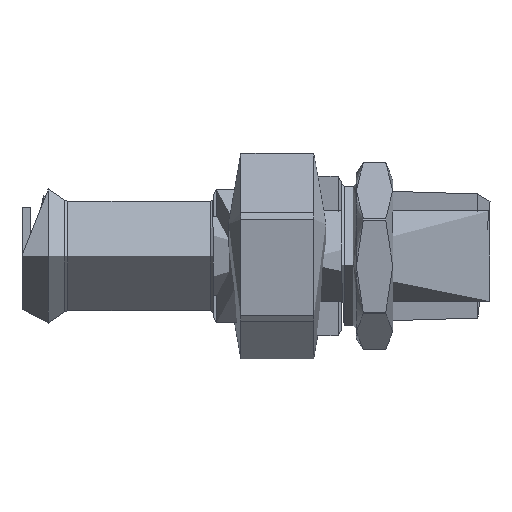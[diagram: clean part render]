
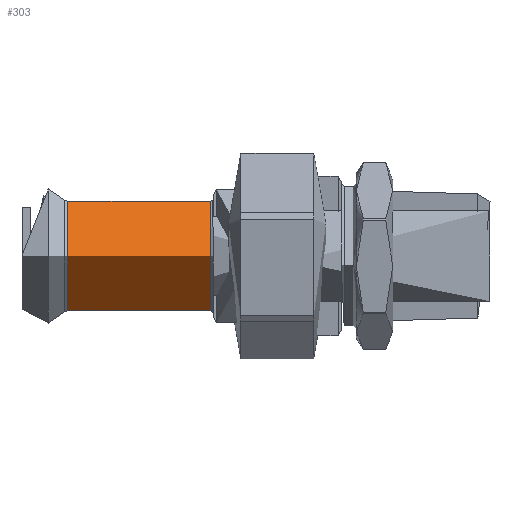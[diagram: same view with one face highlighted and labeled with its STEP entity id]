
A CAD part, top view. The second image highlights one B-rep face of the part: STEP entity #303.
In plain terms, the highlighted free-form (B-spline) face has degree [1, 2] with [2, 9] control points.
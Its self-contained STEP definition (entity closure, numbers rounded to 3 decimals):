
#202 = VERTEX_POINT('',#203);
#203 = CARTESIAN_POINT('',(-10.,0.,9.));
#209 = EDGE_CURVE('',#202,#210,#212,.T.);
#210 = VERTEX_POINT('',#211);
#211 = CARTESIAN_POINT('',(-10.,9.,0.));
#212 = ( BOUNDED_CURVE() B_SPLINE_CURVE(2,(#213,#214,#215),
.UNSPECIFIED.,.F.,.F.) B_SPLINE_CURVE_WITH_KNOTS((3,3),(1.571,
3.142),.PIECEWISE_BEZIER_KNOTS.) CURVE() 
GEOMETRIC_REPRESENTATION_ITEM() RATIONAL_B_SPLINE_CURVE((1.,
0.707,1.)) REPRESENTATION_ITEM('') );
#213 = CARTESIAN_POINT('',(-10.,0.,9.));
#214 = CARTESIAN_POINT('',(-10.,9.,9.));
#215 = CARTESIAN_POINT('',(-10.,9.,0.));
#217 = EDGE_CURVE('',#210,#218,#220,.T.);
#218 = VERTEX_POINT('',#219);
#219 = CARTESIAN_POINT('',(-10.,-9.,0.));
#220 = ( BOUNDED_CURVE() B_SPLINE_CURVE(2,(#221,#222,#223,#224,#225),
.UNSPECIFIED.,.F.,.F.) B_SPLINE_CURVE_WITH_KNOTS((3,2,3),(-3.142
,-1.571,0.),.UNSPECIFIED.) CURVE() 
GEOMETRIC_REPRESENTATION_ITEM() RATIONAL_B_SPLINE_CURVE((1.,
0.707,1.,0.707,1.)) REPRESENTATION_ITEM('') );
#221 = CARTESIAN_POINT('',(-10.,9.,0.));
#222 = CARTESIAN_POINT('',(-10.,9.,-9.));
#223 = CARTESIAN_POINT('',(-10.,0.,-9.));
#224 = CARTESIAN_POINT('',(-10.,-9.,-9.));
#225 = CARTESIAN_POINT('',(-10.,-9.,0.));
#227 = EDGE_CURVE('',#218,#202,#228,.T.);
#228 = ( BOUNDED_CURVE() B_SPLINE_CURVE(2,(#229,#230,#231),
.UNSPECIFIED.,.F.,.F.) B_SPLINE_CURVE_WITH_KNOTS((3,3),(
0.,1.571),.PIECEWISE_BEZIER_KNOTS.) CURVE() 
GEOMETRIC_REPRESENTATION_ITEM() RATIONAL_B_SPLINE_CURVE((1.,
0.707,1.)) REPRESENTATION_ITEM('') );
#229 = CARTESIAN_POINT('',(-10.,-9.,0.));
#230 = CARTESIAN_POINT('',(-10.,-9.,9.));
#231 = CARTESIAN_POINT('',(-10.,0.,9.));
#303 = ADVANCED_FACE('',(#304),#341,.T.);
#304 = FACE_BOUND('',#305,.T.);
#305 = EDGE_LOOP('',(#306,#316,#326,#331,#332,#333,#334,#335));
#306 = ORIENTED_EDGE('',*,*,#307,.F.);
#307 = EDGE_CURVE('',#308,#310,#312,.T.);
#308 = VERTEX_POINT('',#309);
#309 = CARTESIAN_POINT('',(13.462,9.,0.));
#310 = VERTEX_POINT('',#311);
#311 = CARTESIAN_POINT('',(13.462,0.,9.));
#312 = ( BOUNDED_CURVE() B_SPLINE_CURVE(2,(#313,#314,#315),
.UNSPECIFIED.,.F.,.F.) B_SPLINE_CURVE_WITH_KNOTS((3,3),(0.,
1.571),.PIECEWISE_BEZIER_KNOTS.) CURVE() 
GEOMETRIC_REPRESENTATION_ITEM() RATIONAL_B_SPLINE_CURVE((1.,
0.707,1.)) REPRESENTATION_ITEM('') );
#313 = CARTESIAN_POINT('',(13.462,9.,0.));
#314 = CARTESIAN_POINT('',(13.462,9.,9.));
#315 = CARTESIAN_POINT('',(13.462,0.,9.));
#316 = ORIENTED_EDGE('',*,*,#317,.F.);
#317 = EDGE_CURVE('',#318,#308,#320,.T.);
#318 = VERTEX_POINT('',#319);
#319 = CARTESIAN_POINT('',(13.462,-9.,0.));
#320 = ( BOUNDED_CURVE() B_SPLINE_CURVE(2,(#321,#322,#323,#324,#325),
.UNSPECIFIED.,.F.,.F.) B_SPLINE_CURVE_WITH_KNOTS((3,2,3),(3.142,
4.712,6.283),.PIECEWISE_BEZIER_KNOTS.) CURVE() 
GEOMETRIC_REPRESENTATION_ITEM() RATIONAL_B_SPLINE_CURVE((1.,
0.707,1.,0.707,1.)) REPRESENTATION_ITEM('') );
#321 = CARTESIAN_POINT('',(13.462,-9.,0.));
#322 = CARTESIAN_POINT('',(13.462,-9.,-9.));
#323 = CARTESIAN_POINT('',(13.462,0.,-9.));
#324 = CARTESIAN_POINT('',(13.462,9.,-9.));
#325 = CARTESIAN_POINT('',(13.462,9.,0.));
#326 = ORIENTED_EDGE('',*,*,#327,.T.);
#327 = EDGE_CURVE('',#318,#218,#328,.T.);
#328 = B_SPLINE_CURVE_WITH_KNOTS('',1,(#329,#330),.UNSPECIFIED.,.F.,.F.,
  (2,2),(-0.748,1.859),.PIECEWISE_BEZIER_KNOTS.);
#329 = CARTESIAN_POINT('',(13.462,-9.,0.));
#330 = CARTESIAN_POINT('',(-10.,-9.,0.));
#331 = ORIENTED_EDGE('',*,*,#217,.F.);
#332 = ORIENTED_EDGE('',*,*,#209,.F.);
#333 = ORIENTED_EDGE('',*,*,#227,.F.);
#334 = ORIENTED_EDGE('',*,*,#327,.F.);
#335 = ORIENTED_EDGE('',*,*,#336,.F.);
#336 = EDGE_CURVE('',#310,#318,#337,.T.);
#337 = ( BOUNDED_CURVE() B_SPLINE_CURVE(2,(#338,#339,#340),
.UNSPECIFIED.,.F.,.F.) B_SPLINE_CURVE_WITH_KNOTS((3,3),(1.571,
3.142),.PIECEWISE_BEZIER_KNOTS.) CURVE() 
GEOMETRIC_REPRESENTATION_ITEM() RATIONAL_B_SPLINE_CURVE((1.,
0.707,1.)) REPRESENTATION_ITEM('') );
#338 = CARTESIAN_POINT('',(13.462,0.,9.));
#339 = CARTESIAN_POINT('',(13.462,-9.,9.));
#340 = CARTESIAN_POINT('',(13.462,-9.,0.));
#341 = ( BOUNDED_SURFACE() B_SPLINE_SURFACE(1,2,(
    (#342,#343,#344,#345,#346,#347,#348,#349,#350)
    ,(#351,#352,#353,#354,#355,#356,#357,#358,#359
)),.UNSPECIFIED.,.F.,.T.,.F.) B_SPLINE_SURFACE_WITH_KNOTS((2,2),(1,2,2,2
    ,2,2,1),(-1.859,0.748),(-4.712,
    -3.142,-1.571,0.,1.571,3.142,
4.712),.UNSPECIFIED.) GEOMETRIC_REPRESENTATION_ITEM() 
RATIONAL_B_SPLINE_SURFACE((
    (1.,0.707,1.,0.707,1.,0.707,1.
      ,0.707,1.)
    ,(1.,0.707,1.,0.707,1.,0.707,1.
,0.707,1.))) REPRESENTATION_ITEM('') SURFACE() );
#342 = CARTESIAN_POINT('',(13.462,-9.,0.));
#343 = CARTESIAN_POINT('',(13.462,-9.,-9.));
#344 = CARTESIAN_POINT('',(13.462,0.,-9.));
#345 = CARTESIAN_POINT('',(13.462,9.,-9.));
#346 = CARTESIAN_POINT('',(13.462,9.,0.));
#347 = CARTESIAN_POINT('',(13.462,9.,9.));
#348 = CARTESIAN_POINT('',(13.462,0.,9.));
#349 = CARTESIAN_POINT('',(13.462,-9.,9.));
#350 = CARTESIAN_POINT('',(13.462,-9.,0.));
#351 = CARTESIAN_POINT('',(-10.,-9.,0.));
#352 = CARTESIAN_POINT('',(-10.,-9.,-9.));
#353 = CARTESIAN_POINT('',(-10.,0.,-9.));
#354 = CARTESIAN_POINT('',(-10.,9.,-9.));
#355 = CARTESIAN_POINT('',(-10.,9.,0.));
#356 = CARTESIAN_POINT('',(-10.,9.,9.));
#357 = CARTESIAN_POINT('',(-10.,0.,9.));
#358 = CARTESIAN_POINT('',(-10.,-9.,9.));
#359 = CARTESIAN_POINT('',(-10.,-9.,0.));
